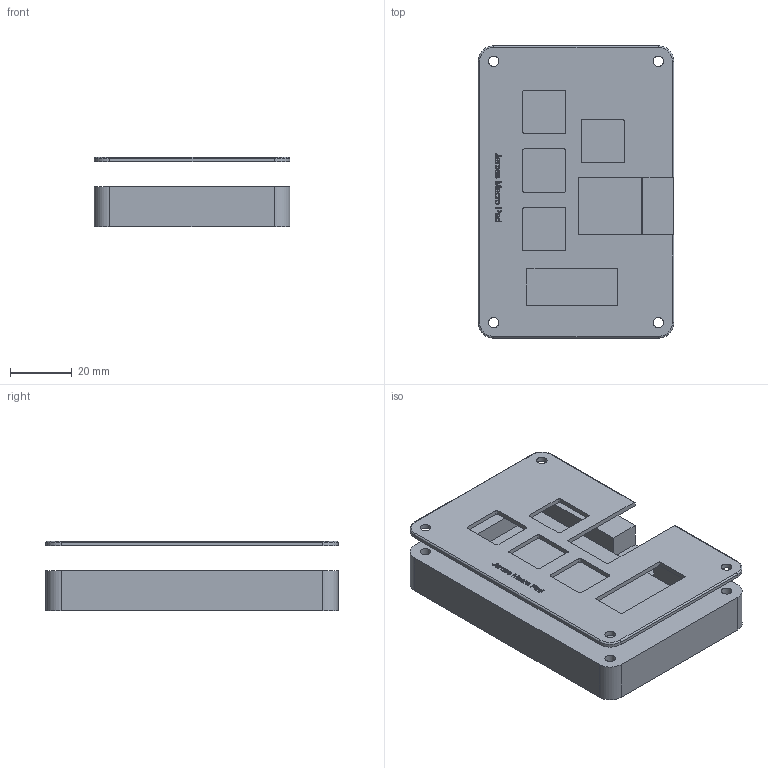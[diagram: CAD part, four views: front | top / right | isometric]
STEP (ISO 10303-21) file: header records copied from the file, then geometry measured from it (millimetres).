
FILE_DESCRIPTION(/* description */ (''),/* implementation_level */ '2;1');
FILE_NAME(/* name */ 'Fully assembled macro pad v2.step',/* time_stamp */ '2025-11-27T19:39:35-07:00',/* author */ (''),/* organization */ (''),/* preprocessor_version */ 'ST-DEVELOPER v20.1',/* originating_system */ 'Autodesk Translation Framework v14.21.0.0',/* authorisation */ '');
FILE_SCHEMA (('AUTOMOTIVE_DESIGN { 1 0 10303 214 3 1 1 }'));
Length unit declared in the file: millimetre
Products named in the file (3): Fully assembled macro pad v2; Case base v2; Case Lid v2
Assembly tree (2 placements, depth 2):
  Fully assembled macro pad v2
    Case base v2
    Case Lid v2
Bounding box: 63.46 x 94.82 x 22.5 mm (x, y, z)
Volume: 54705.5 mm3; surface area: 34994.8 mm2
Topology: 3 solids, 3 shells, 430 faces, 1192 edges, 792 vertices
Faces by surface type: bspline 245, plane 140, cylinder 41, torus 4
Full cylindrical faces by diameter (mm): 3.4 x8, 6 x4
Entity records: 16106 total; most frequent: CARTESIAN_POINT 6584, ORIENTED_EDGE 2384, EDGE_CURVE 1192, DIRECTION 1168, VERTEX_POINT 792, LINE 616, VECTOR 616, B_SPLINE_CURVE_WITH_KNOTS 490
